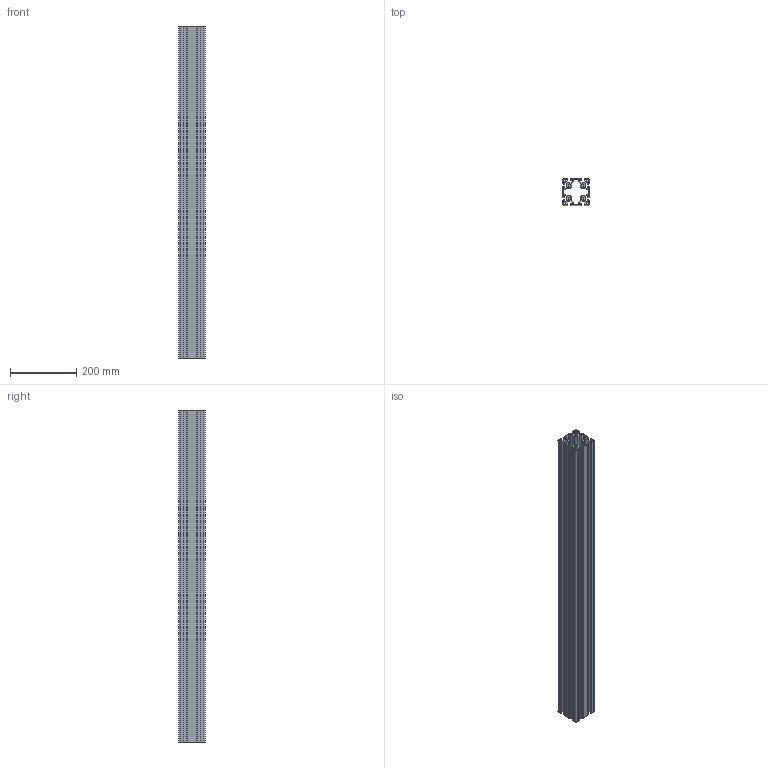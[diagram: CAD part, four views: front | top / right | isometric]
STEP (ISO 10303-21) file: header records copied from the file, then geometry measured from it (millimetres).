
FILE_DESCRIPTION (( 'STEP AP203' ), '1' );
FILE_NAME ('ALF-8080-8B.step', '2024-08-07T10:27:15', ( '' ), ( '' ), 'SwSTEP 2.0', 'SolidWorks 2022', '' );
FILE_SCHEMA (( 'CONFIG_CONTROL_DESIGN' ));
Length unit declared in the file: millimetre
Products named in the file (1): ALF-8080-8B
Bounding box: 80 x 80 x 1000 mm (x, y, z)
Volume: 1669522.7 mm3; surface area: 1167056.7 mm2
Topology: 1 solids, 1 shells, 370 faces, 1104 edges, 736 vertices
Faces by surface type: plane 194, cylinder 176
Entity records: 12633 total; most frequent: CARTESIAN_POINT 2211, ORIENTED_EDGE 2208, DIRECTION 2198, EDGE_CURVE 1104, LINE 752, VECTOR 752, VERTEX_POINT 736, AXIS2_PLACEMENT_3D 723
